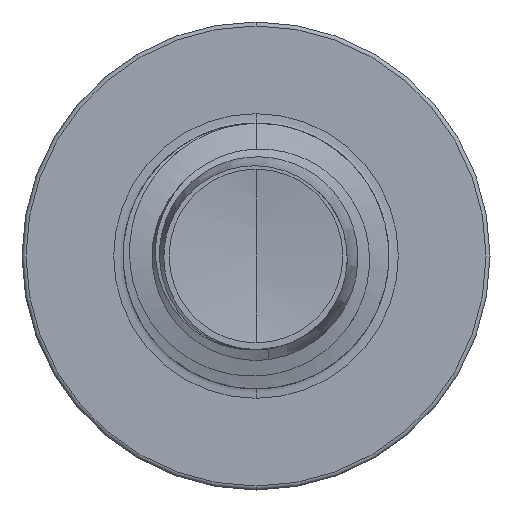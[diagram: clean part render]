
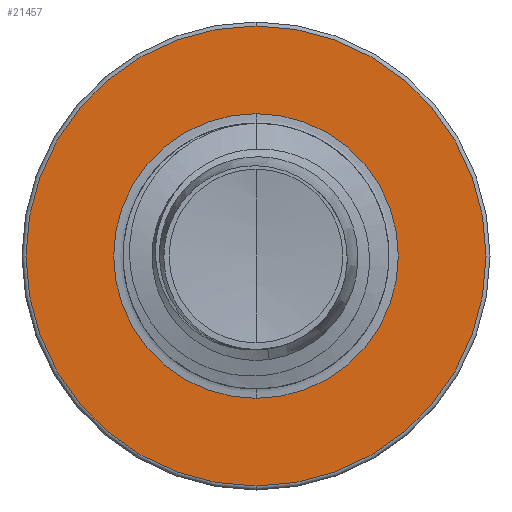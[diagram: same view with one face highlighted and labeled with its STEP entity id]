
A CAD part, front view. The second image highlights one B-rep face of the part: STEP entity #21457.
In plain terms, the highlighted planar face has unit normal (0, -1, 0).
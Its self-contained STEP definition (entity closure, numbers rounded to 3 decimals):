
#857 = EDGE_LOOP ( 'NONE', ( #5703, #1951 ) ) ;
#1370 = EDGE_CURVE ( 'NONE', #9467, #11444, #6750, .T. ) ;
#1554 = DIRECTION ( 'NONE',  ( 0., 0., 1. ) ) ;
#1574 = DIRECTION ( 'NONE',  ( 0., 1., 0. ) ) ;
#1951 = ORIENTED_EDGE ( 'NONE', *, *, #1370, .T. ) ;
#2149 = CARTESIAN_POINT ( 'NONE',  ( 0., 9., -2.677 ) ) ;
#2405 = DIRECTION ( 'NONE',  ( 0., 0., 1. ) ) ;
#3024 = AXIS2_PLACEMENT_3D ( 'NONE', #8124, #20649, #9952 ) ;
#3058 = CARTESIAN_POINT ( 'NONE',  ( 0., 9., 0. ) ) ;
#3065 = DIRECTION ( 'NONE',  ( 0., 1., 0. ) ) ;
#3068 = AXIS2_PLACEMENT_3D ( 'NONE', #3058, #1574, #1554 ) ;
#3136 = CARTESIAN_POINT ( 'NONE',  ( 0., 9., 4.325 ) ) ;
#3174 = EDGE_CURVE ( 'NONE', #14200, #14045, #23281, .T. ) ;
#4306 = AXIS2_PLACEMENT_3D ( 'NONE', #6091, #13514, #2405 ) ;
#5213 = DIRECTION ( 'NONE',  ( 0., 0., 1. ) ) ;
#5227 = DIRECTION ( 'NONE',  ( 0., 1., 0. ) ) ;
#5290 = CARTESIAN_POINT ( 'NONE',  ( 0., 9., 0. ) ) ;
#5703 = ORIENTED_EDGE ( 'NONE', *, *, #19665, .T. ) ;
#6091 = CARTESIAN_POINT ( 'NONE',  ( 0., 9., -2.677 ) ) ;
#6750 = CIRCLE ( 'NONE', #3068, 2.677 ) ;
#7586 = ORIENTED_EDGE ( 'NONE', *, *, #3174, .F. ) ;
#8124 = CARTESIAN_POINT ( 'NONE',  ( 0., 9., 0. ) ) ;
#9467 = VERTEX_POINT ( 'NONE', #2149 ) ;
#9952 = DIRECTION ( 'NONE',  ( 0., 0., 1. ) ) ;
#11444 = VERTEX_POINT ( 'NONE', #21691 ) ;
#12835 = FACE_OUTER_BOUND ( 'NONE', #18698, .T. ) ;
#13514 = DIRECTION ( 'NONE',  ( 0., 1., 0. ) ) ;
#14045 = VERTEX_POINT ( 'NONE', #15385 ) ;
#14112 = CARTESIAN_POINT ( 'NONE',  ( 0., 9., 0. ) ) ;
#14200 = VERTEX_POINT ( 'NONE', #3136 ) ;
#15385 = CARTESIAN_POINT ( 'NONE',  ( 0., 9., -4.325 ) ) ;
#15437 = AXIS2_PLACEMENT_3D ( 'NONE', #14112, #3065, #15865 ) ;
#15865 = DIRECTION ( 'NONE',  ( 0., 0., 1. ) ) ;
#16970 = CIRCLE ( 'NONE', #3024, 4.325 ) ;
#17280 = AXIS2_PLACEMENT_3D ( 'NONE', #5290, #5227, #5213 ) ;
#18400 = ORIENTED_EDGE ( 'NONE', *, *, #21546, .F. ) ;
#18698 = EDGE_LOOP ( 'NONE', ( #7586, #18400 ) ) ;
#19589 = CIRCLE ( 'NONE', #15437, 2.677 ) ;
#19665 = EDGE_CURVE ( 'NONE', #11444, #9467, #19589, .T. ) ;
#20649 = DIRECTION ( 'NONE',  ( 0., 1., 0. ) ) ;
#21457 = ADVANCED_FACE ( 'NONE', ( #12835, #21720 ), #22255, .F. ) ;
#21546 = EDGE_CURVE ( 'NONE', #14045, #14200, #16970, .T. ) ;
#21691 = CARTESIAN_POINT ( 'NONE',  ( 0., 9., 2.677 ) ) ;
#21720 = FACE_BOUND ( 'NONE', #857, .T. ) ;
#22255 = PLANE ( 'NONE',  #4306 ) ;
#23281 = CIRCLE ( 'NONE', #17280, 4.325 ) ;
